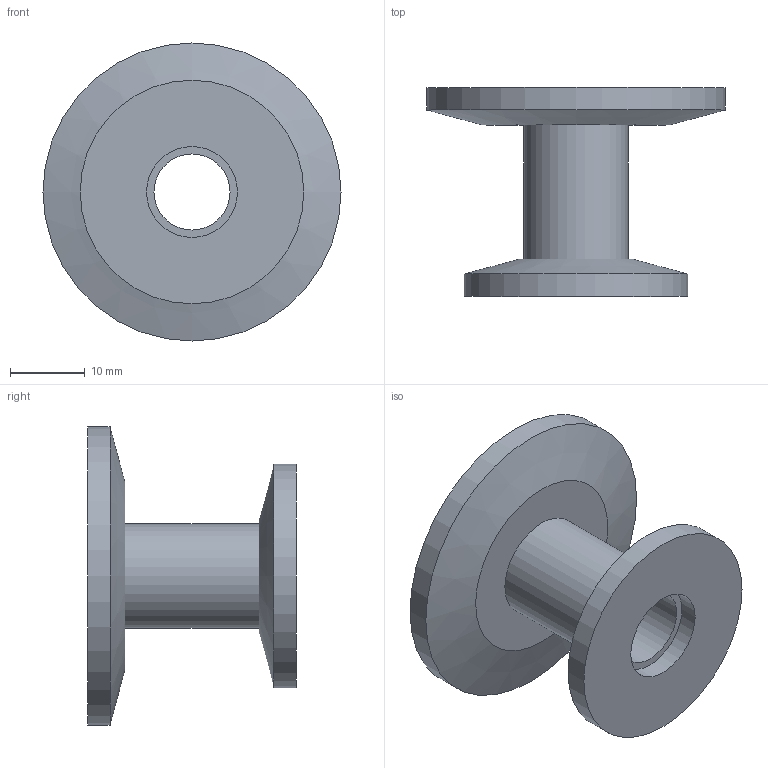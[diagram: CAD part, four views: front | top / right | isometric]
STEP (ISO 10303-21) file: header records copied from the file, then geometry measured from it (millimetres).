
FILE_DESCRIPTION(/* description */ (''),/* implementation_level */ '2;1');
FILE_NAME(/* name */ 'FL-SR25-10KF.stp',/* time_stamp */ '2018-11-09T12:19:24+00:00',/* author */ ('paul'),/* organization */ (''),/* preprocessor_version */ 'ST-DEVELOPER v17.2',/* originating_system */ 'Autodesk Inventor 2019',/* authorisation */ '');
FILE_SCHEMA (('AUTOMOTIVE_DESIGN { 1 0 10303 214 3 1 1 }'));
Length unit declared in the file: millimetre
Products named in the file (1): FL-SR25-10KF
Bounding box: 40 x 28 x 40 mm (x, y, z)
Volume: 7660.8 mm3; surface area: 5991.3 mm2
Topology: 1 solids, 1 shells, 14 faces, 36 edges, 28 vertices
Faces by surface type: cylinder 6, plane 6, cone 2
Full cylindrical faces by diameter (mm): 10.2 x1, 12.2 x1, 14 x1, 26.2 x1, 30 x1, 40 x1
Entity records: 509 total; most frequent: DIRECTION 94, CARTESIAN_POINT 79, ORIENTED_EDGE 72, AXIS2_PLACEMENT_3D 43, EDGE_CURVE 36, CIRCLE 28, VERTEX_POINT 28, EDGE_LOOP 20
